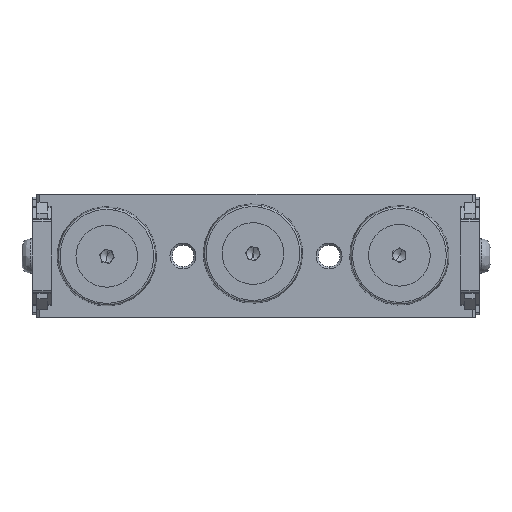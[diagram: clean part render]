
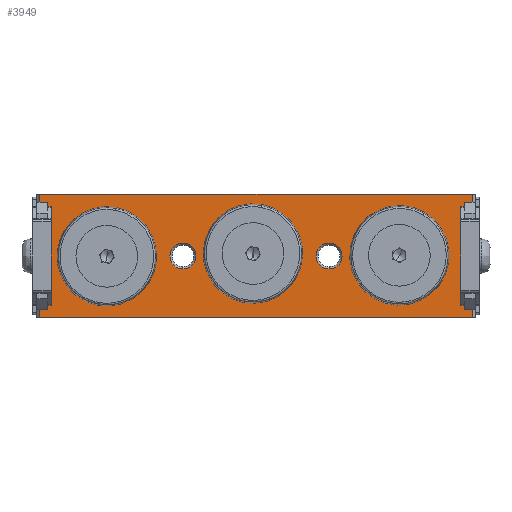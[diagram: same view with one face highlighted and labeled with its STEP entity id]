
A CAD part, front view. The second image highlights one B-rep face of the part: STEP entity #3949.
In plain terms, the highlighted planar face has unit normal (0, -1, 0).
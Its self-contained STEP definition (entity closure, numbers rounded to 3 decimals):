
#131 = CARTESIAN_POINT ( 'NONE',  ( 0.013, 0., -4.75 ) ) ;
#174 = VERTEX_POINT ( 'NONE', #13497 ) ;
#201 = VECTOR ( 'NONE', #6430, 1000. ) ;
#232 = VERTEX_POINT ( 'NONE', #11043 ) ;
#329 = EDGE_LOOP ( 'NONE', ( #6514, #15583 ) ) ;
#387 = AXIS2_PLACEMENT_3D ( 'NONE', #8018, #5254, #6675 ) ;
#460 = VERTEX_POINT ( 'NONE', #15686 ) ;
#544 = DIRECTION ( 'NONE',  ( 0., 0., -1. ) ) ;
#616 = FACE_BOUND ( 'NONE', #7168, .T. ) ;
#903 = CARTESIAN_POINT ( 'NONE',  ( 44.996, 0., 4.721 ) ) ;
#1260 = DIRECTION ( 'NONE',  ( 0., -1., 0. ) ) ;
#1291 = CARTESIAN_POINT ( 'NONE',  ( 0.013, 0., 0.584 ) ) ;
#1469 = ORIENTED_EDGE ( 'NONE', *, *, #7902, .F. ) ;
#1707 = ORIENTED_EDGE ( 'NONE', *, *, #4662, .F. ) ;
#1713 = FACE_BOUND ( 'NONE', #5792, .T. ) ;
#1798 = ORIENTED_EDGE ( 'NONE', *, *, #14197, .F. ) ;
#1805 = ORIENTED_EDGE ( 'NONE', *, *, #14472, .F. ) ;
#1869 = DIRECTION ( 'NONE',  ( 0., 0., -1. ) ) ;
#1946 = DIRECTION ( 'NONE',  ( 0., 0., -1. ) ) ;
#1954 = EDGE_CURVE ( 'NONE', #11559, #13681, #15700, .T. ) ;
#1975 = ORIENTED_EDGE ( 'NONE', *, *, #16411, .F. ) ;
#2015 = AXIS2_PLACEMENT_3D ( 'NONE', #3487, #9772, #13572 ) ;
#2080 = CARTESIAN_POINT ( 'NONE',  ( 44.996, 0., -5.279 ) ) ;
#2209 = VERTEX_POINT ( 'NONE', #12009 ) ;
#2248 = CIRCLE ( 'NONE', #9199, 4. ) ;
#2447 = DIRECTION ( 'NONE',  ( 0., 0., -1. ) ) ;
#2483 = CIRCLE ( 'NONE', #6496, 4. ) ;
#2788 = CARTESIAN_POINT ( 'NONE',  ( -66.548, 0., -18.999 ) ) ;
#2897 = DIRECTION ( 'NONE',  ( 0., 0., 1. ) ) ;
#3113 = LINE ( 'NONE', #4457, #5689 ) ;
#3227 = EDGE_LOOP ( 'NONE', ( #1469, #5095 ) ) ;
#3418 = CARTESIAN_POINT ( 'NONE',  ( -44.996, 0., 4.721 ) ) ;
#3487 = CARTESIAN_POINT ( 'NONE',  ( 44.996, 0., -0.279 ) ) ;
#3836 = CIRCLE ( 'NONE', #15401, 5.334 ) ;
#3852 = AXIS2_PLACEMENT_3D ( 'NONE', #1291, #9072, #7644 ) ;
#3949 = ADVANCED_FACE ( 'NONE', ( #14399, #1713, #5476, #9339, #616, #5570 ), #13303, .F. ) ;
#4025 = ORIENTED_EDGE ( 'NONE', *, *, #9097, .F. ) ;
#4415 = EDGE_CURVE ( 'NONE', #15311, #9811, #6075, .T. ) ;
#4457 = CARTESIAN_POINT ( 'NONE',  ( -66.548, 0., 18.999 ) ) ;
#4637 = DIRECTION ( 'NONE',  ( 0., -1., 0. ) ) ;
#4662 = EDGE_CURVE ( 'NONE', #2209, #10188, #8019, .T. ) ;
#5095 = ORIENTED_EDGE ( 'NONE', *, *, #4415, .F. ) ;
#5254 = DIRECTION ( 'NONE',  ( 0., -1., 0. ) ) ;
#5456 = CIRCLE ( 'NONE', #3852, 5.334 ) ;
#5476 = FACE_BOUND ( 'NONE', #3227, .T. ) ;
#5512 = VECTOR ( 'NONE', #10581, 1000. ) ;
#5570 = FACE_BOUND ( 'NONE', #8250, .T. ) ;
#5689 = VECTOR ( 'NONE', #9564, 1000. ) ;
#5792 = EDGE_LOOP ( 'NONE', ( #1798, #16069 ) ) ;
#6075 = CIRCLE ( 'NONE', #8751, 5. ) ;
#6300 = CARTESIAN_POINT ( 'NONE',  ( 44.996, 0., -0.279 ) ) ;
#6430 = DIRECTION ( 'NONE',  ( 1., 0., 0. ) ) ;
#6496 = AXIS2_PLACEMENT_3D ( 'NONE', #6525, #1260, #11404 ) ;
#6514 = ORIENTED_EDGE ( 'NONE', *, *, #12433, .F. ) ;
#6525 = CARTESIAN_POINT ( 'NONE',  ( 22.517, 0., 0. ) ) ;
#6675 = DIRECTION ( 'NONE',  ( 0., 0., -1. ) ) ;
#6792 = CARTESIAN_POINT ( 'NONE',  ( -44.996, 0., -0.279 ) ) ;
#7168 = EDGE_LOOP ( 'NONE', ( #4025, #15406 ) ) ;
#7200 = CARTESIAN_POINT ( 'NONE',  ( -22.492, 0., -4. ) ) ;
#7207 = EDGE_CURVE ( 'NONE', #174, #9812, #9075, .T. ) ;
#7565 = DIRECTION ( 'NONE',  ( 0., -1., 0. ) ) ;
#7644 = DIRECTION ( 'NONE',  ( 0., 0., -1. ) ) ;
#7658 = CARTESIAN_POINT ( 'NONE',  ( 22.517, 0., 0. ) ) ;
#7902 = EDGE_CURVE ( 'NONE', #9811, #15311, #8209, .T. ) ;
#7987 = ORIENTED_EDGE ( 'NONE', *, *, #13492, .F. ) ;
#7996 = CARTESIAN_POINT ( 'NONE',  ( -66.548, 0., 18.999 ) ) ;
#8018 = CARTESIAN_POINT ( 'NONE',  ( -22.492, 0., 0. ) ) ;
#8019 = LINE ( 'NONE', #11810, #201 ) ;
#8140 = VECTOR ( 'NONE', #1946, 1000. ) ;
#8209 = CIRCLE ( 'NONE', #10353, 5. ) ;
#8250 = EDGE_LOOP ( 'NONE', ( #7987, #1975 ) ) ;
#8310 = CARTESIAN_POINT ( 'NONE',  ( 66.548, 0., 18.999 ) ) ;
#8329 = CARTESIAN_POINT ( 'NONE',  ( -66.548, 0., -18.999 ) ) ;
#8751 = AXIS2_PLACEMENT_3D ( 'NONE', #6792, #14631, #1869 ) ;
#8862 = DIRECTION ( 'NONE',  ( 0., -1., 0. ) ) ;
#8885 = ORIENTED_EDGE ( 'NONE', *, *, #7207, .F. ) ;
#8943 = EDGE_CURVE ( 'NONE', #460, #14936, #2248, .T. ) ;
#9030 = CARTESIAN_POINT ( 'NONE',  ( -22.492, 0., 0. ) ) ;
#9072 = DIRECTION ( 'NONE',  ( 0., -1., 0. ) ) ;
#9075 = LINE ( 'NONE', #2788, #5512 ) ;
#9097 = EDGE_CURVE ( 'NONE', #14936, #460, #9216, .T. ) ;
#9199 = AXIS2_PLACEMENT_3D ( 'NONE', #9030, #8862, #14168 ) ;
#9216 = CIRCLE ( 'NONE', #387, 4. ) ;
#9258 = VERTEX_POINT ( 'NONE', #15399 ) ;
#9287 = EDGE_CURVE ( 'NONE', #11001, #10564, #5456, .T. ) ;
#9339 = FACE_BOUND ( 'NONE', #329, .T. ) ;
#9358 = CIRCLE ( 'NONE', #12063, 4. ) ;
#9564 = DIRECTION ( 'NONE',  ( 0., 0., 1. ) ) ;
#9569 = LINE ( 'NONE', #8310, #8140 ) ;
#9748 = DIRECTION ( 'NONE',  ( 0., 0., -1. ) ) ;
#9772 = DIRECTION ( 'NONE',  ( 0., -1., 0. ) ) ;
#9811 = VERTEX_POINT ( 'NONE', #10688 ) ;
#9812 = VERTEX_POINT ( 'NONE', #8329 ) ;
#10118 = AXIS2_PLACEMENT_3D ( 'NONE', #6300, #15480, #2447 ) ;
#10188 = VERTEX_POINT ( 'NONE', #13093 ) ;
#10353 = AXIS2_PLACEMENT_3D ( 'NONE', #12116, #13212, #544 ) ;
#10564 = VERTEX_POINT ( 'NONE', #131 ) ;
#10581 = DIRECTION ( 'NONE',  ( -1., 0., 0. ) ) ;
#10688 = CARTESIAN_POINT ( 'NONE',  ( -44.996, 0., -5.279 ) ) ;
#11001 = VERTEX_POINT ( 'NONE', #13296 ) ;
#11043 = CARTESIAN_POINT ( 'NONE',  ( 22.517, 0., -4. ) ) ;
#11161 = ORIENTED_EDGE ( 'NONE', *, *, #13246, .F. ) ;
#11404 = DIRECTION ( 'NONE',  ( 0., 0., -1. ) ) ;
#11559 = VERTEX_POINT ( 'NONE', #903 ) ;
#11690 = AXIS2_PLACEMENT_3D ( 'NONE', #7996, #16098, #2897 ) ;
#11810 = CARTESIAN_POINT ( 'NONE',  ( -66.548, 0., 18.999 ) ) ;
#12009 = CARTESIAN_POINT ( 'NONE',  ( -66.548, 0., 18.999 ) ) ;
#12063 = AXIS2_PLACEMENT_3D ( 'NONE', #7658, #7565, #14145 ) ;
#12116 = CARTESIAN_POINT ( 'NONE',  ( -44.996, 0., -0.279 ) ) ;
#12433 = EDGE_CURVE ( 'NONE', #13681, #11559, #15255, .T. ) ;
#13093 = CARTESIAN_POINT ( 'NONE',  ( 66.548, 0., 18.999 ) ) ;
#13212 = DIRECTION ( 'NONE',  ( 0., -1., 0. ) ) ;
#13246 = EDGE_CURVE ( 'NONE', #9812, #2209, #3113, .T. ) ;
#13296 = CARTESIAN_POINT ( 'NONE',  ( 0.013, 0., 5.918 ) ) ;
#13303 = PLANE ( 'NONE',  #11690 ) ;
#13492 = EDGE_CURVE ( 'NONE', #232, #9258, #2483, .T. ) ;
#13497 = CARTESIAN_POINT ( 'NONE',  ( 66.548, 0., -18.999 ) ) ;
#13572 = DIRECTION ( 'NONE',  ( 0., 0., -1. ) ) ;
#13681 = VERTEX_POINT ( 'NONE', #2080 ) ;
#13755 = EDGE_LOOP ( 'NONE', ( #1805, #1707, #11161, #8885 ) ) ;
#14145 = DIRECTION ( 'NONE',  ( 0., 0., -1. ) ) ;
#14168 = DIRECTION ( 'NONE',  ( 0., 0., -1. ) ) ;
#14197 = EDGE_CURVE ( 'NONE', #10564, #11001, #3836, .T. ) ;
#14399 = FACE_OUTER_BOUND ( 'NONE', #13755, .T. ) ;
#14472 = EDGE_CURVE ( 'NONE', #10188, #174, #9569, .T. ) ;
#14631 = DIRECTION ( 'NONE',  ( 0., -1., 0. ) ) ;
#14936 = VERTEX_POINT ( 'NONE', #7200 ) ;
#15255 = CIRCLE ( 'NONE', #10118, 5. ) ;
#15311 = VERTEX_POINT ( 'NONE', #3418 ) ;
#15399 = CARTESIAN_POINT ( 'NONE',  ( 22.517, 0., 4. ) ) ;
#15401 = AXIS2_PLACEMENT_3D ( 'NONE', #16168, #4637, #9748 ) ;
#15406 = ORIENTED_EDGE ( 'NONE', *, *, #8943, .F. ) ;
#15480 = DIRECTION ( 'NONE',  ( 0., -1., 0. ) ) ;
#15583 = ORIENTED_EDGE ( 'NONE', *, *, #1954, .F. ) ;
#15686 = CARTESIAN_POINT ( 'NONE',  ( -22.492, 0., 4. ) ) ;
#15700 = CIRCLE ( 'NONE', #2015, 5. ) ;
#16069 = ORIENTED_EDGE ( 'NONE', *, *, #9287, .F. ) ;
#16098 = DIRECTION ( 'NONE',  ( 0., 1., 0. ) ) ;
#16168 = CARTESIAN_POINT ( 'NONE',  ( 0.013, 0., 0.584 ) ) ;
#16411 = EDGE_CURVE ( 'NONE', #9258, #232, #9358, .T. ) ;
